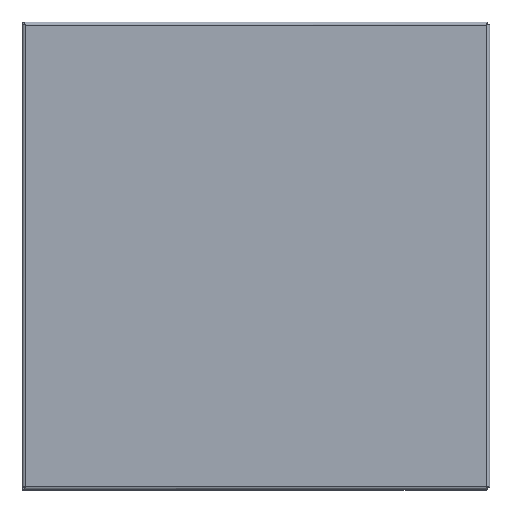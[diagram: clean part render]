
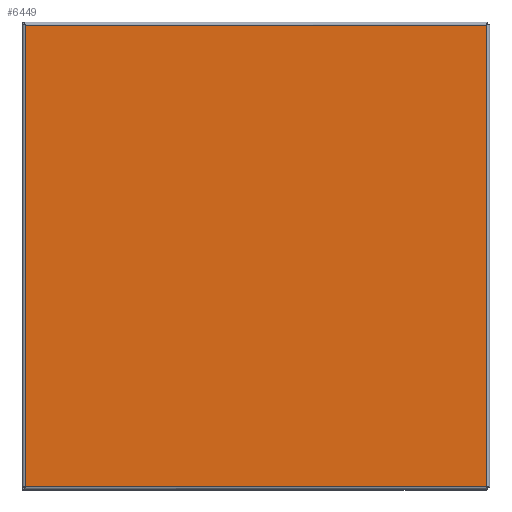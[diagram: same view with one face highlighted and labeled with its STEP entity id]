
A CAD part, top view. The second image highlights one B-rep face of the part: STEP entity #6449.
In plain terms, the highlighted planar face has unit normal (0, 0, 1).
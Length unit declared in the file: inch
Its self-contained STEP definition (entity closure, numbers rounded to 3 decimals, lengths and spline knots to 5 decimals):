
#785 = DIRECTION ( 'NONE',  ( 0., 1., 0. ) ) ;
#911 = CARTESIAN_POINT ( 'NONE',  ( 0.10525, 12.04112, 0.074 ) ) ;
#1044 = CARTESIAN_POINT ( 'NONE',  ( 0.10525, 16.01975, 0.074 ) ) ;
#1449 = CARTESIAN_POINT ( 'NONE',  ( 12.04112, 16.01975, 0.074 ) ) ;
#1455 = FACE_OUTER_BOUND ( 'NONE', #3701, .T. ) ;
#1622 = ORIENTED_EDGE ( 'NONE', *, *, #5309, .T. ) ;
#1766 = AXIS2_PLACEMENT_3D ( 'NONE', #9272, #3509, #10257 ) ;
#1889 = DIRECTION ( 'NONE',  ( 0., -1., 0. ) ) ;
#2491 = PLANE ( 'NONE',  #1766 ) ;
#2740 = CARTESIAN_POINT ( 'NONE',  ( 16.01975, 4.08387, 0.074 ) ) ;
#2997 = VERTEX_POINT ( 'NONE', #1044 ) ;
#3509 = DIRECTION ( 'NONE',  ( 0., 0., 1. ) ) ;
#3590 = EDGE_CURVE ( 'NONE', #11416, #8341, #6828, .T. ) ;
#3701 = EDGE_LOOP ( 'NONE', ( #11545, #7611, #1622, #5798 ) ) ;
#3777 = CARTESIAN_POINT ( 'NONE',  ( 16.01975, 0.10525, 0.074 ) ) ;
#4253 = VECTOR ( 'NONE', #10281, 39.37008 ) ;
#4362 = VECTOR ( 'NONE', #1889, 39.37008 ) ;
#4677 = LINE ( 'NONE', #911, #4362 ) ;
#5243 = CARTESIAN_POINT ( 'NONE',  ( 0.10525, 0.10525, 0.074 ) ) ;
#5309 = EDGE_CURVE ( 'NONE', #2997, #11416, #4677, .T. ) ;
#5532 = VERTEX_POINT ( 'NONE', #6417 ) ;
#5798 = ORIENTED_EDGE ( 'NONE', *, *, #3590, .T. ) ;
#6272 = DIRECTION ( 'NONE',  ( -1., 0., 0. ) ) ;
#6358 = EDGE_CURVE ( 'NONE', #5532, #2997, #10655, .T. ) ;
#6417 = CARTESIAN_POINT ( 'NONE',  ( 16.01975, 16.01975, 0.074 ) ) ;
#6449 = ADVANCED_FACE ( 'NONE', ( #1455 ), #2491, .T. ) ;
#6828 = LINE ( 'NONE', #9903, #4253 ) ;
#7611 = ORIENTED_EDGE ( 'NONE', *, *, #6358, .T. ) ;
#8105 = VECTOR ( 'NONE', #6272, 39.37008 ) ;
#8341 = VERTEX_POINT ( 'NONE', #3777 ) ;
#9272 = CARTESIAN_POINT ( 'NONE',  ( 8.0625, 8.0625, 0.074 ) ) ;
#9903 = CARTESIAN_POINT ( 'NONE',  ( 4.08387, 0.10525, 0.074 ) ) ;
#10038 = LINE ( 'NONE', #2740, #12265 ) ;
#10257 = DIRECTION ( 'NONE',  ( 1., 0., 0. ) ) ;
#10281 = DIRECTION ( 'NONE',  ( 1., 0., 0. ) ) ;
#10626 = EDGE_CURVE ( 'NONE', #8341, #5532, #10038, .T. ) ;
#10655 = LINE ( 'NONE', #1449, #8105 ) ;
#11416 = VERTEX_POINT ( 'NONE', #5243 ) ;
#11545 = ORIENTED_EDGE ( 'NONE', *, *, #10626, .T. ) ;
#12265 = VECTOR ( 'NONE', #785, 39.37008 ) ;
